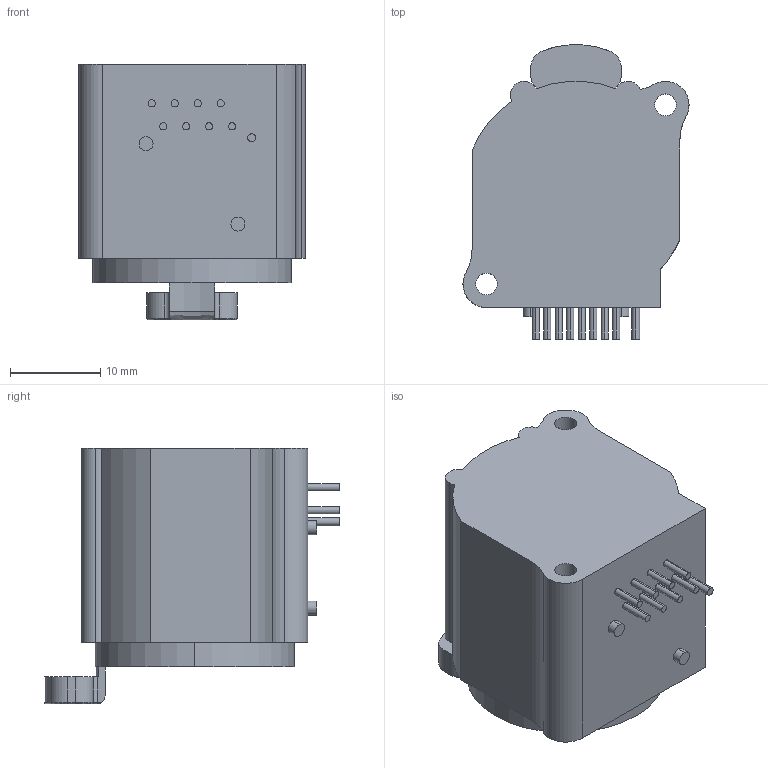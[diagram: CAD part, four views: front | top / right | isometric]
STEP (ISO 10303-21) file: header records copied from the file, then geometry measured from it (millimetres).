
FILE_DESCRIPTION (( 'STEP AP214' ), '1' );
FILE_NAME ('NE8FAH.STEP', '2023-08-18T05:19:57', ( '' ), ( '' ), 'SwSTEP 2.0', 'SolidWorks 2021', '' );
FILE_SCHEMA (( 'AUTOMOTIVE_DESIGN' ));
Length unit declared in the file: millimetre
Products named in the file (2): NE8FAH_NE8FAH; NE8FAH
Assembly tree (1 placements, depth 2):
  NE8FAH
    NE8FAH_NE8FAH
Bounding box: 25 x 32.59 x 28.3 mm (x, y, z)
Volume: 10157.3 mm3; surface area: 6106.4 mm2
Topology: 12 solids, 12 shells, 129 faces, 288 edges, 183 vertices
Faces by surface type: cylinder 62, plane 49, bspline 14, torus 4
Entity records: 4093 total; most frequent: CARTESIAN_POINT 1022, DIRECTION 643, ORIENTED_EDGE 568, EDGE_CURVE 284, AXIS2_PLACEMENT_3D 260, VERTEX_POINT 183, CIRCLE 141, EDGE_LOOP 139
